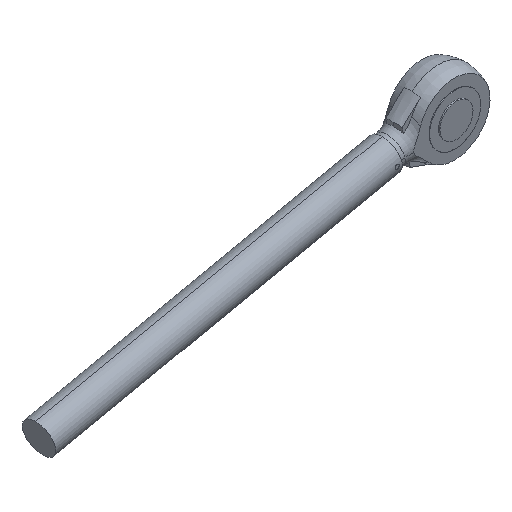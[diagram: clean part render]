
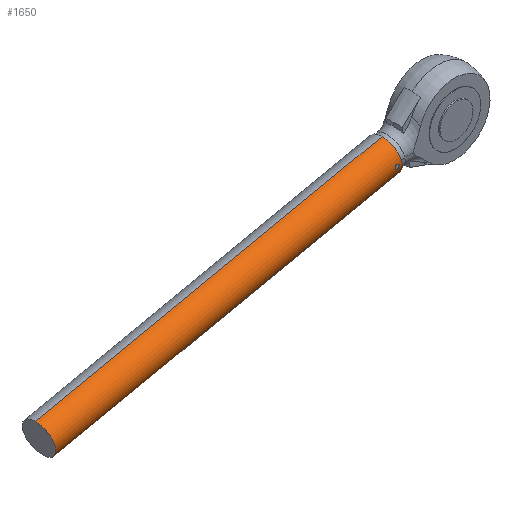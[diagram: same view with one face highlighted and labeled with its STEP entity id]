
A CAD part, isometric view. The second image highlights one B-rep face of the part: STEP entity #1650.
In plain terms, the highlighted cylindrical face has radius 25 mm (diameter 50 mm), a partial arc.
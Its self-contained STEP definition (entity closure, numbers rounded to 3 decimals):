
#51 = CARTESIAN_POINT ( 'NONE',  ( 23.575, -218.819, 720.097 ) ) ;
#87 = CARTESIAN_POINT ( 'NONE',  ( 31.534, -194., 718.718 ) ) ;
#90 = CARTESIAN_POINT ( 'NONE',  ( 25.199, -218.822, 714.328 ) ) ;
#100 = CARTESIAN_POINT ( 'NONE',  ( -546.012, -194., 570.652 ) ) ;
#110 = CARTESIAN_POINT ( 'NONE',  ( 21.262, -219., 716.54 ) ) ;
#115 = EDGE_CURVE ( 'NONE', #234, #1223, #377, .T. ) ;
#175 = CARTESIAN_POINT ( 'NONE',  ( 26.557, -218.965, 719.024 ) ) ;
#213 = CARTESIAN_POINT ( 'NONE',  ( 26.91, -218.933, 715.867 ) ) ;
#222 = DIRECTION ( 'NONE',  ( -0.978, 0., -0.208 ) ) ;
#234 = VERTEX_POINT ( 'NONE', #762 ) ;
#246 = CARTESIAN_POINT ( 'NONE',  ( 22.186, -218.864, 719.397 ) ) ;
#261 = ORIENTED_EDGE ( 'NONE', *, *, #366, .T. ) ;
#269 = VERTEX_POINT ( 'NONE', #1316 ) ;
#344 = CARTESIAN_POINT ( 'NONE',  ( 26.432, -218.955, 719.173 ) ) ;
#354 = CARTESIAN_POINT ( 'NONE',  ( 22.231, -218.934, 714.862 ) ) ;
#364 = CARTESIAN_POINT ( 'NONE',  ( 27.182, -218.982, 716.806 ) ) ;
#366 = EDGE_CURVE ( 'NONE', #643, #1592, #369, .T. ) ;
#369 = B_SPLINE_CURVE_WITH_KNOTS ( 'NONE', 3,
 ( #1080, #1482, #1795, #1472, #364, #1612, #1359, #213, #1196, #1348, #1503, #391, #816, #90, #1238, #661, #1227, #378, #1751, #495, #1056, #1775, #1382, #354, #518, #919, #1205, #786 ),
 .UNSPECIFIED., .F., .F.,
 ( 4, 2, 2, 2, 2, 2, 2, 2, 2, 2, 2, 2, 2, 4 ),
 ( 0., 0.063, 0.125, 0.188, 0.25, 0.375, 0.438, 0.5, 0.562, 0.625, 0.687, 0.75, 0.875, 1. ),
 .UNSPECIFIED. ) ;
#371 = DIRECTION ( 'NONE',  ( -0.208, 0., 0.978 ) ) ;
#377 = LINE ( 'NONE', #100, #1647 ) ;
#378 = CARTESIAN_POINT ( 'NONE',  ( 24.036, -218.831, 714.16 ) ) ;
#391 = CARTESIAN_POINT ( 'NONE',  ( 25.734, -218.838, 714.578 ) ) ;
#396 = CARTESIAN_POINT ( 'NONE',  ( 21.221, -219., 716.733 ) ) ;
#404 = CARTESIAN_POINT ( 'NONE',  ( -551.199, -194., 595.108 ) ) ;
#486 = CARTESIAN_POINT ( 'NONE',  ( 26.893, -218.99, 718.536 ) ) ;
#495 = CARTESIAN_POINT ( 'NONE',  ( 23.453, -218.854, 714.249 ) ) ;
#518 = CARTESIAN_POINT ( 'NONE',  ( 21.947, -218.957, 715.139 ) ) ;
#523 = CARTESIAN_POINT ( 'NONE',  ( 23.188, -218.819, 720.015 ) ) ;
#537 = CYLINDRICAL_SURFACE ( 'NONE', #962, 25. ) ;
#538 = CARTESIAN_POINT ( 'NONE',  ( 21.468, -218.934, 718.468 ) ) ;
#542 = EDGE_LOOP ( 'NONE', ( #602, #1473, #1087, #1187 ) ) ;
#602 = ORIENTED_EDGE ( 'NONE', *, *, #115, .F. ) ;
#616 = EDGE_CURVE ( 'NONE', #269, #1246, #1574, .T. ) ;
#643 = VERTEX_POINT ( 'NONE', #1321 ) ;
#656 = DIRECTION ( 'NONE',  ( -0.208, 0., 0.978 ) ) ;
#661 = CARTESIAN_POINT ( 'NONE',  ( 24.625, -218.819, 714.186 ) ) ;
#662 = VERTEX_POINT ( 'NONE', #51 ) ;
#666 = CARTESIAN_POINT ( 'NONE',  ( 21.911, -218.886, 719.114 ) ) ;
#673 = CARTESIAN_POINT ( 'NONE',  ( 25.128, -218.864, 720.021 ) ) ;
#686 = CARTESIAN_POINT ( 'NONE',  ( 23.575, -218.819, 720.097 ) ) ;
#724 = AXIS2_PLACEMENT_3D ( 'NONE', #1069, #1628, #1646 ) ;
#759 = CARTESIAN_POINT ( 'NONE',  ( -556.387, -194., 619.564 ) ) ;
#762 = CARTESIAN_POINT ( 'NONE',  ( 36.722, -194., 694.263 ) ) ;
#786 = CARTESIAN_POINT ( 'NONE',  ( 21.262, -219., 716.54 ) ) ;
#816 = CARTESIAN_POINT ( 'NONE',  ( 25.563, -218.831, 714.484 ) ) ;
#830 = DIRECTION ( 'NONE',  ( 0.978, 0., 0.208 ) ) ;
#831 = CARTESIAN_POINT ( 'NONE',  ( 22.337, -218.854, 719.524 ) ) ;
#870 = CARTESIAN_POINT ( 'NONE',  ( -497.009, -194., 632.159 ) ) ;
#919 = CARTESIAN_POINT ( 'NONE',  ( 21.501, -218.99, 715.789 ) ) ;
#962 = AXIS2_PLACEMENT_3D ( 'NONE', #404, #830, #371 ) ;
#965 = EDGE_CURVE ( 'NONE', #234, #269, #1811, .T. ) ;
#971 = CARTESIAN_POINT ( 'NONE',  ( 22.823, -218.829, 719.858 ) ) ;
#983 = CARTESIAN_POINT ( 'NONE',  ( 21.789, -218.898, 718.962 ) ) ;
#1042 = DIRECTION ( 'NONE',  ( -0.978, 0., -0.208 ) ) ;
#1049 = CARTESIAN_POINT ( 'NONE',  ( 25.997, -218.922, 719.57 ) ) ;
#1056 = CARTESIAN_POINT ( 'NONE',  ( 23.266, -218.864, 714.303 ) ) ;
#1059 = CARTESIAN_POINT ( 'NONE',  ( 27.05, -219., 718.17 ) ) ;
#1069 = CARTESIAN_POINT ( 'NONE',  ( -491.821, -194., 607.704 ) ) ;
#1080 = CARTESIAN_POINT ( 'NONE',  ( 27.132, -219., 717.785 ) ) ;
#1087 = ORIENTED_EDGE ( 'NONE', *, *, #616, .T. ) ;
#1091 = CARTESIAN_POINT ( 'NONE',  ( 25.666, -218.898, 719.785 ) ) ;
#1114 = CARTESIAN_POINT ( 'NONE',  ( 21.212, -218.982, 717.516 ) ) ;
#1117 = EDGE_LOOP ( 'NONE', ( #1546, #1569, #261 ) ) ;
#1187 = ORIENTED_EDGE ( 'NONE', *, *, #1627, .F. ) ;
#1196 = CARTESIAN_POINT ( 'NONE',  ( 26.819, -218.922, 715.692 ) ) ;
#1205 = CARTESIAN_POINT ( 'NONE',  ( 21.344, -219., 716.155 ) ) ;
#1223 = VERTEX_POINT ( 'NONE', #1729 ) ;
#1227 = CARTESIAN_POINT ( 'NONE',  ( 24.43, -218.822, 714.165 ) ) ;
#1228 = CARTESIAN_POINT ( 'NONE',  ( 25.493, -218.886, 719.875 ) ) ;
#1238 = CARTESIAN_POINT ( 'NONE',  ( 25.01, -218.819, 714.268 ) ) ;
#1246 = VERTEX_POINT ( 'NONE', #870 ) ;
#1305 = AXIS2_PLACEMENT_3D ( 'NONE', #87, #1379, #656 ) ;
#1316 = CARTESIAN_POINT ( 'NONE',  ( 26.346, -194., 743.174 ) ) ;
#1321 = CARTESIAN_POINT ( 'NONE',  ( 27.132, -219., 717.785 ) ) ;
#1348 = CARTESIAN_POINT ( 'NONE',  ( 26.498, -218.886, 715.198 ) ) ;
#1359 = CARTESIAN_POINT ( 'NONE',  ( 27.057, -218.955, 716.233 ) ) ;
#1371 = CARTESIAN_POINT ( 'NONE',  ( 24.939, -218.854, 720.076 ) ) ;
#1373 = FACE_OUTER_BOUND ( 'NONE', #542, .T. ) ;
#1379 = DIRECTION ( 'NONE',  ( -0.978, 0., -0.208 ) ) ;
#1382 = CARTESIAN_POINT ( 'NONE',  ( 22.725, -218.898, 714.541 ) ) ;
#1384 = FACE_BOUND ( 'NONE', #1117, .T. ) ;
#1404 = CARTESIAN_POINT ( 'NONE',  ( 21.195, -218.989, 717.322 ) ) ;
#1467 = B_SPLINE_CURVE_WITH_KNOTS ( 'NONE', 3,
 ( #1780, #1637, #1796, #1371, #673, #1228, #1091, #1049, #1604, #344, #175, #486, #1059, #1605 ),
 .UNSPECIFIED., .F., .F.,
 ( 4, 2, 2, 2, 2, 2, 4 ),
 ( 0., 0.25, 0.375, 0.5, 0.625, 0.75, 1. ),
 .UNSPECIFIED. ) ;
#1472 = CARTESIAN_POINT ( 'NONE',  ( 27.199, -218.989, 717.003 ) ) ;
#1473 = ORIENTED_EDGE ( 'NONE', *, *, #965, .T. ) ;
#1475 = CARTESIAN_POINT ( 'NONE',  ( 21.262, -219., 716.54 ) ) ;
#1482 = CARTESIAN_POINT ( 'NONE',  ( 27.173, -219., 717.592 ) ) ;
#1503 = CARTESIAN_POINT ( 'NONE',  ( 26.222, -218.863, 714.913 ) ) ;
#1514 = VECTOR ( 'NONE', #1042, 1000. ) ;
#1543 = EDGE_CURVE ( 'NONE', #662, #643, #1467, .T. ) ;
#1546 = ORIENTED_EDGE ( 'NONE', *, *, #1818, .T. ) ;
#1569 = ORIENTED_EDGE ( 'NONE', *, *, #1543, .T. ) ;
#1574 = LINE ( 'NONE', #759, #1514 ) ;
#1587 = B_SPLINE_CURVE_WITH_KNOTS ( 'NONE', 3,
 ( #110, #396, #1801, #1404, #1114, #1669, #538, #983, #666, #246, #831, #971, #523, #686 ),
 .UNSPECIFIED., .F., .F.,
 ( 4, 2, 2, 2, 2, 2, 4 ),
 ( 0., 0.125, 0.25, 0.5, 0.625, 0.75, 1. ),
 .UNSPECIFIED. ) ;
#1592 = VERTEX_POINT ( 'NONE', #1475 ) ;
#1604 = CARTESIAN_POINT ( 'NONE',  ( 26.151, -218.933, 719.447 ) ) ;
#1605 = CARTESIAN_POINT ( 'NONE',  ( 27.132, -219., 717.785 ) ) ;
#1612 = CARTESIAN_POINT ( 'NONE',  ( 27.111, -218.965, 716.42 ) ) ;
#1627 = EDGE_CURVE ( 'NONE', #1223, #1246, #1657, .T. ) ;
#1628 = DIRECTION ( 'NONE',  ( -0.978, 0., -0.208 ) ) ;
#1637 = CARTESIAN_POINT ( 'NONE',  ( 23.959, -218.819, 720.178 ) ) ;
#1646 = DIRECTION ( 'NONE',  ( -0.208, 0., 0.978 ) ) ;
#1647 = VECTOR ( 'NONE', #222, 1000. ) ;
#1650 = ADVANCED_FACE ( 'NONE', ( #1384, #1373 ), #537, .T. ) ;
#1657 = CIRCLE ( 'NONE', #724, 25. ) ;
#1669 = CARTESIAN_POINT ( 'NONE',  ( 21.32, -218.957, 718.098 ) ) ;
#1729 = CARTESIAN_POINT ( 'NONE',  ( -486.634, -194., 583.248 ) ) ;
#1751 = CARTESIAN_POINT ( 'NONE',  ( 23.839, -218.838, 714.177 ) ) ;
#1775 = CARTESIAN_POINT ( 'NONE',  ( 22.9, -218.886, 714.45 ) ) ;
#1780 = CARTESIAN_POINT ( 'NONE',  ( 23.575, -218.819, 720.097 ) ) ;
#1795 = CARTESIAN_POINT ( 'NONE',  ( 27.194, -218.998, 717.398 ) ) ;
#1796 = CARTESIAN_POINT ( 'NONE',  ( 24.358, -218.829, 720.184 ) ) ;
#1801 = CARTESIAN_POINT ( 'NONE',  ( 21.2, -218.998, 716.93 ) ) ;
#1811 = CIRCLE ( 'NONE', #1305, 25. ) ;
#1818 = EDGE_CURVE ( 'NONE', #1592, #662, #1587, .T. ) ;
